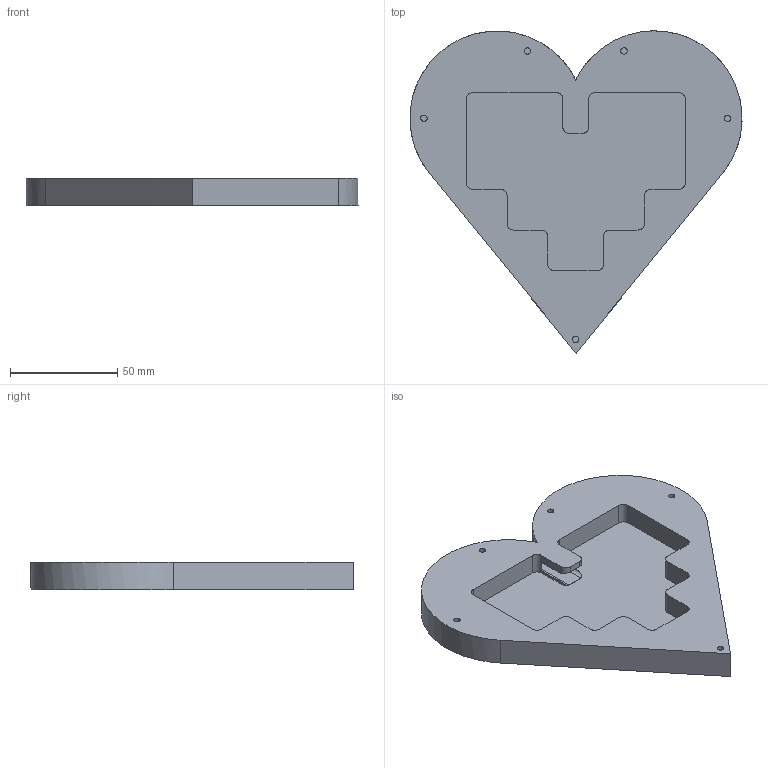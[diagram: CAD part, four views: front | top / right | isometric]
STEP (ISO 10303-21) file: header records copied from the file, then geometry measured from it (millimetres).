
FILE_DESCRIPTION (('STEP'), '1');
FILE_NAME ('Lilia_Ciruit board_case.stp', '2024-10-02T16:53:05', ('Unknown'), ('Unknown'), 'HarmonyWare STEP v2.1.9', 'Vectorworks', '');
FILE_SCHEMA (('CONFIG_CONTROL_DESIGN'));
Length unit declared in the file: millimetre
Bounding box: 154.63 x 150.1 x 13 mm (x, y, z)
Volume: 127177.7 mm3; surface area: 40575.9 mm2
Topology: 1 solids, 1 shells, 62 faces, 164 edges, 108 vertices
Faces by surface type: bspline 62
Entity records: 3380 total; most frequent: CARTESIAN_POINT 2296, ORIENTED_EDGE 328, EDGE_CURVE 164, B_SPLINE_CURVE_WITH_KNOTS 158, VERTEX_POINT 108, EDGE_LOOP 68, FACE_OUTER_BOUND 62, ADVANCED_FACE 62
